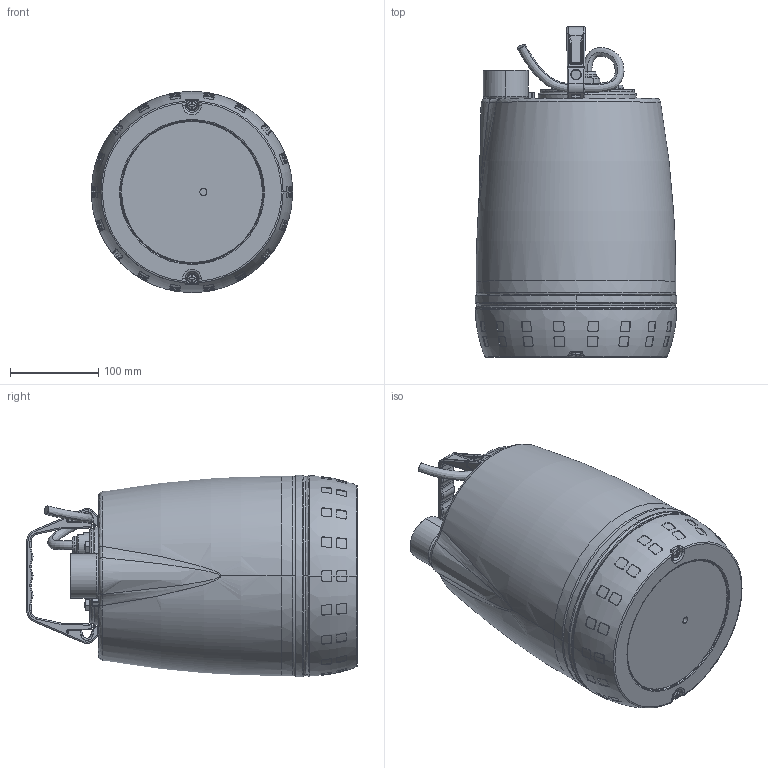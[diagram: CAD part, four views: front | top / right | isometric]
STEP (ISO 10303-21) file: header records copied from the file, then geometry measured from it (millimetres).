
FILE_DESCRIPTION (( 'STEP AP203' ), '1' );
FILE_NAME ('4_93_601_03_REV00.step', '2023-06-14T14:51:18', ( '' ), ( '' ), 'SwSTEP 2.0', 'SolidWorks 2020', '' );
FILE_SCHEMA (( 'CONFIG_CONTROL_DESIGN' ));
Length unit declared in the file: millimetre
Products named in the file (1): 4_93_601_03_REV00
Bounding box: 228 x 374.77 x 228 mm (x, y, z)
Volume: 11543433.5 mm3; surface area: 452201.8 mm2
Topology: 20 solids, 20 shells, 1790 faces, 4580 edges, 2829 vertices
Faces by surface type: cylinder 607, plane 590, bspline 423, cone 98, torus 48, sphere 24
Entity records: 106774 total; most frequent: CARTESIAN_POINT 68996, ORIENTED_EDGE 9048, DIRECTION 5743, EDGE_CURVE 4524, VERTEX_POINT 2829, B_SPLINE_CURVE_WITH_KNOTS 2097, AXIS2_PLACEMENT_3D 2010, EDGE_LOOP 1879
